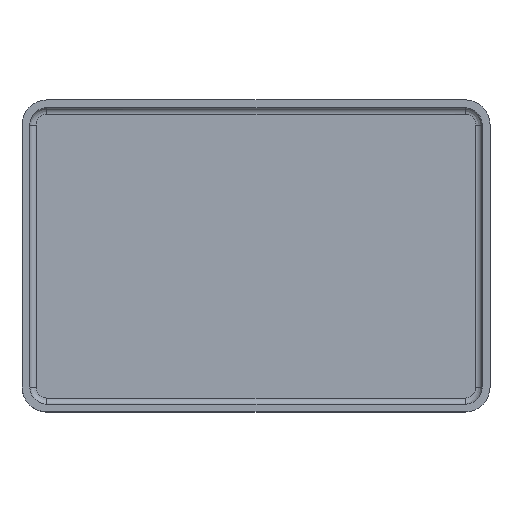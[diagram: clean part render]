
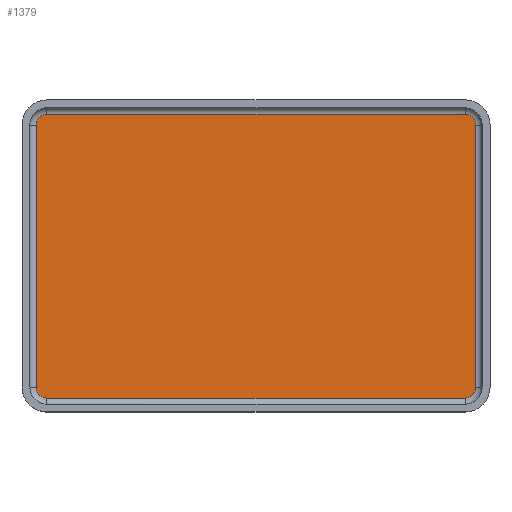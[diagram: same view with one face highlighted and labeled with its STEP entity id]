
A CAD part, top view. The second image highlights one B-rep face of the part: STEP entity #1379.
In plain terms, the highlighted free-form (B-spline) face has degree [1, 1] with [2, 2] control points.
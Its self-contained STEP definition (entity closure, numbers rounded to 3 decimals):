
#1316 = VERTEX_POINT('',#1317);
#1317 = CARTESIAN_POINT('',(91.821,54.702,
    3.256));
#1325 = VERTEX_POINT('',#1326);
#1326 = CARTESIAN_POINT('',(91.821,-54.702,
    3.256));
#1332 = EDGE_CURVE('',#1325,#1316,#1333,.T.);
#1333 = B_SPLINE_CURVE_WITH_KNOTS('',1,(#1334,#1335),.UNSPECIFIED.,.F.,
  .F.,(2,2),(-42.,42.),.PIECEWISE_BEZIER_KNOTS.);
#1334 = CARTESIAN_POINT('',(91.821,-54.702,
    3.256));
#1335 = CARTESIAN_POINT('',(91.821,54.702,
    3.256));
#1357 = VERTEX_POINT('',#1358);
#1358 = CARTESIAN_POINT('',(87.262,-59.26,
    3.256));
#1364 = EDGE_CURVE('',#1357,#1325,#1365,.T.);
#1365 = ( BOUNDED_CURVE() B_SPLINE_CURVE(2,(#1366,#1367,#1368),
.UNSPECIFIED.,.F.,.F.) B_SPLINE_CURVE_WITH_KNOTS((3,3),(4.712,
6.283),.PIECEWISE_BEZIER_KNOTS.) CURVE() 
GEOMETRIC_REPRESENTATION_ITEM() RATIONAL_B_SPLINE_CURVE((1.,
0.707,1.)) REPRESENTATION_ITEM('') );
#1366 = CARTESIAN_POINT('',(87.262,-59.26,
    3.256));
#1367 = CARTESIAN_POINT('',(91.821,-59.26,
    3.256));
#1368 = CARTESIAN_POINT('',(91.821,-54.702,
    3.256));
#1379 = ADVANCED_FACE('',(#1380),#1436,.T.);
#1380 = FACE_BOUND('',#1381,.T.);
#1381 = EDGE_LOOP('',(#1382,#1395,#1400,#1401,#1402,#1413,#1420,#1431));
#1382 = ORIENTED_EDGE('',*,*,#1383,.T.);
#1383 = EDGE_CURVE('',#1384,#1386,#1388,.T.);
#1384 = VERTEX_POINT('',#1385);
#1385 = CARTESIAN_POINT('',(-91.821,-54.702,
    3.256));
#1386 = VERTEX_POINT('',#1387);
#1387 = CARTESIAN_POINT('',(-87.262,-59.26,
    3.256));
#1388 = B_SPLINE_CURVE_WITH_KNOTS('',5,(#1389,#1390,#1391,#1392,#1393,
    #1394),.UNSPECIFIED.,.F.,.F.,(6,6),(10.996,16.493),
  .PIECEWISE_BEZIER_KNOTS.);
#1389 = CARTESIAN_POINT('',(-91.821,-54.702,
    3.256));
#1390 = CARTESIAN_POINT('',(-91.821,-56.134,
    3.256));
#1391 = CARTESIAN_POINT('',(-91.26,-57.567,
    3.256));
#1392 = CARTESIAN_POINT('',(-90.128,-58.699,
    3.256));
#1393 = CARTESIAN_POINT('',(-88.694,-59.26,
    3.256));
#1394 = CARTESIAN_POINT('',(-87.262,-59.26,
    3.256));
#1395 = ORIENTED_EDGE('',*,*,#1396,.T.);
#1396 = EDGE_CURVE('',#1386,#1357,#1397,.T.);
#1397 = B_SPLINE_CURVE_WITH_KNOTS('',1,(#1398,#1399),.UNSPECIFIED.,.F.,
  .F.,(2,2),(-67.,67.),.PIECEWISE_BEZIER_KNOTS.);
#1398 = CARTESIAN_POINT('',(-87.262,-59.26,
    3.256));
#1399 = CARTESIAN_POINT('',(87.262,-59.26,
    3.256));
#1400 = ORIENTED_EDGE('',*,*,#1364,.T.);
#1401 = ORIENTED_EDGE('',*,*,#1332,.T.);
#1402 = ORIENTED_EDGE('',*,*,#1403,.T.);
#1403 = EDGE_CURVE('',#1316,#1404,#1406,.T.);
#1404 = VERTEX_POINT('',#1405);
#1405 = CARTESIAN_POINT('',(87.262,59.26,3.256
    ));
#1406 = B_SPLINE_CURVE_WITH_KNOTS('',5,(#1407,#1408,#1409,#1410,#1411,
    #1412),.UNSPECIFIED.,.F.,.F.,(6,6),(0.,5.498)
  ,.PIECEWISE_BEZIER_KNOTS.);
#1407 = CARTESIAN_POINT('',(91.821,54.702,
    3.256));
#1408 = CARTESIAN_POINT('',(91.821,56.134,
    3.256));
#1409 = CARTESIAN_POINT('',(91.26,57.567,
    3.256));
#1410 = CARTESIAN_POINT('',(90.128,58.699,
    3.256));
#1411 = CARTESIAN_POINT('',(88.694,59.26,3.256
    ));
#1412 = CARTESIAN_POINT('',(87.262,59.26,3.256
    ));
#1413 = ORIENTED_EDGE('',*,*,#1414,.F.);
#1414 = EDGE_CURVE('',#1415,#1404,#1417,.T.);
#1415 = VERTEX_POINT('',#1416);
#1416 = CARTESIAN_POINT('',(-87.262,59.26,3.256
    ));
#1417 = B_SPLINE_CURVE_WITH_KNOTS('',1,(#1418,#1419),.UNSPECIFIED.,.F.,
  .F.,(2,2),(-67.,67.),.PIECEWISE_BEZIER_KNOTS.);
#1418 = CARTESIAN_POINT('',(-87.262,59.26,3.256
    ));
#1419 = CARTESIAN_POINT('',(87.262,59.26,3.256
    ));
#1420 = ORIENTED_EDGE('',*,*,#1421,.T.);
#1421 = EDGE_CURVE('',#1415,#1422,#1424,.T.);
#1422 = VERTEX_POINT('',#1423);
#1423 = CARTESIAN_POINT('',(-91.821,54.702,
    3.256));
#1424 = B_SPLINE_CURVE_WITH_KNOTS('',5,(#1425,#1426,#1427,#1428,#1429,
    #1430),.UNSPECIFIED.,.F.,.F.,(6,6),(5.498,10.996),
  .PIECEWISE_BEZIER_KNOTS.);
#1425 = CARTESIAN_POINT('',(-87.262,59.26,3.256
    ));
#1426 = CARTESIAN_POINT('',(-88.694,59.26,
    3.256));
#1427 = CARTESIAN_POINT('',(-90.128,58.699,
    3.256));
#1428 = CARTESIAN_POINT('',(-91.26,57.567,
    3.256));
#1429 = CARTESIAN_POINT('',(-91.821,56.134,
    3.256));
#1430 = CARTESIAN_POINT('',(-91.821,54.702,
    3.256));
#1431 = ORIENTED_EDGE('',*,*,#1432,.F.);
#1432 = EDGE_CURVE('',#1384,#1422,#1433,.T.);
#1433 = B_SPLINE_CURVE_WITH_KNOTS('',1,(#1434,#1435),.UNSPECIFIED.,.F.,
  .F.,(2,2),(-42.,42.),.PIECEWISE_BEZIER_KNOTS.);
#1434 = CARTESIAN_POINT('',(-91.821,-54.702,
    3.256));
#1435 = CARTESIAN_POINT('',(-91.821,54.702,
    3.256));
#1436 = B_SPLINE_SURFACE_WITH_KNOTS('',1,1,(
    (#1437,#1438)
    ,(#1439,#1440
    )),.UNSPECIFIED.,.F.,.F.,.F.,(2,2),(2,2),(-70.5,70.5),(-45.5,45.5),
  .PIECEWISE_BEZIER_KNOTS.);
#1437 = CARTESIAN_POINT('',(-91.821,-59.26,
    3.256));
#1438 = CARTESIAN_POINT('',(-91.821,59.26,3.256
    ));
#1439 = CARTESIAN_POINT('',(91.821,-59.26,
    3.256));
#1440 = CARTESIAN_POINT('',(91.821,59.26,3.256
    ));
